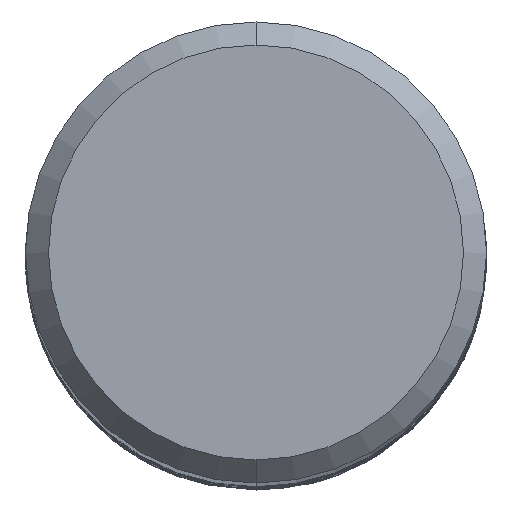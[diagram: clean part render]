
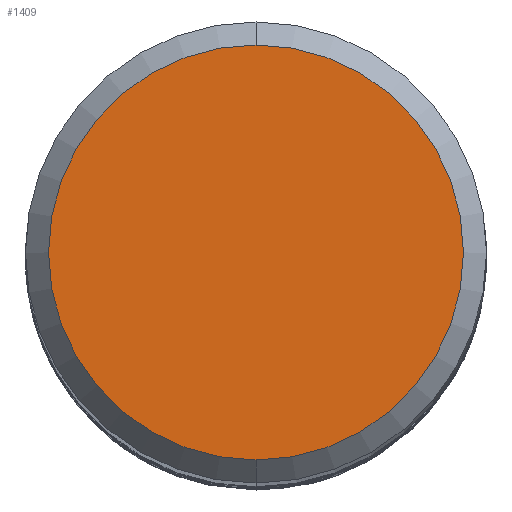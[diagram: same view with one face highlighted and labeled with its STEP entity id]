
A CAD part, top view. The second image highlights one B-rep face of the part: STEP entity #1409.
In plain terms, the highlighted planar face has unit normal (0, 0, 1).
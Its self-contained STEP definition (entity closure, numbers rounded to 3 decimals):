
#1409=ADVANCED_FACE('',(#3799),#3800,.T.);
#1537=EDGE_CURVE('',#2843,#3381,#3941,.T.);
#2843=VERTEX_POINT('',#5359);
#2975=EDGE_CURVE('',#3381,#2843,#5502,.T.);
#3381=VERTEX_POINT('',#5945);
#3799=FACE_OUTER_BOUND('',#9585,.T.);
#3800=PLANE('',#9586);
#3941=CIRCLE('',#11371,4.5);
#5359=CARTESIAN_POINT('',(0.0,4.5,0.0));
#5502=CIRCLE('',#29292,4.5);
#5945=CARTESIAN_POINT('',(0.,-4.5,0.0));
#9585=EDGE_LOOP('',(#37166,#37167));
#9586=AXIS2_PLACEMENT_3D('',#37168,#37169,#37170);
#11371=AXIS2_PLACEMENT_3D('',#37317,#37318,#37319);
#29292=AXIS2_PLACEMENT_3D('',#38942,#38943,#38944);
#37166=ORIENTED_EDGE('',*,*,#1537,.F.);
#37167=ORIENTED_EDGE('',*,*,#2975,.F.);
#37168=CARTESIAN_POINT('',(0.0,2.25,0.0));
#37169=DIRECTION('',(-0.0,0.0,1.0));
#37170=DIRECTION('',(0.0,-1.0,0.0));
#37317=CARTESIAN_POINT('',(0.0,0.0,0.0));
#37318=DIRECTION('',(0.0,0.0,-1.0));
#37319=DIRECTION('',(0.0,1.0,0.0));
#38942=CARTESIAN_POINT('',(0.0,0.0,0.0));
#38943=DIRECTION('',(0.0,0.0,-1.0));
#38944=DIRECTION('',(0.0,1.0,0.0));
